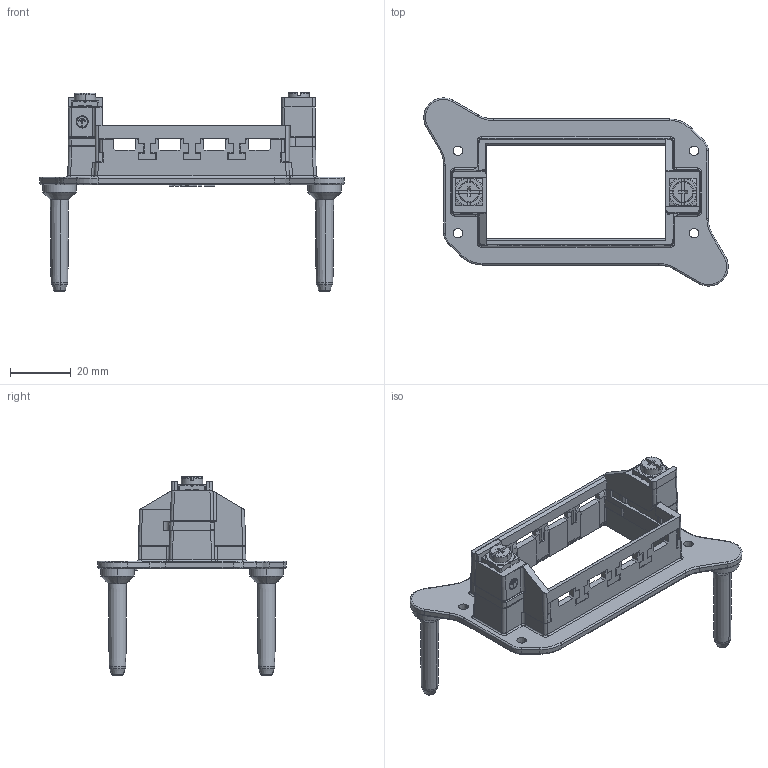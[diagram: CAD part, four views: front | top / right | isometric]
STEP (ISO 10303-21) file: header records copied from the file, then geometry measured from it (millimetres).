
FILE_DESCRIPTION((''),'2;1');
FILE_NAME('2','2020-08-17T',('sy.ji'),(''),'PRO/ENGINEER BY PARAMETRIC TECHNOLOGY CORPORATION, 2012480','PRO/ENGINEER BY PARAMETRIC TECHNOLOGY CORPORATION, 2012480','');
FILE_SCHEMA(('CONFIG_CONTROL_DESIGN'));
Length unit declared in the file: millimetre
Products named in the file (1): 2
Bounding box: 99.92 x 61.82 x 65.2 mm (x, y, z)
Volume: 19528.6 mm3; surface area: 19087.8 mm2
Topology: 2 solids, 5 shells, 1171 faces, 3187 edges, 2028 vertices
Faces by surface type: plane 648, cylinder 296, cone 89, bspline 82, torus 48, sphere 4, extrusion 4
Entity records: 65179 total; most frequent: CARTESIAN_POINT 30851, ORIENTED_EDGE 6366, DIRECTION 5195, EDGE_CURVE 3183, VERTEX_POINT 2028, VECTOR 1931, LINE 1927, AXIS2_PLACEMENT_3D 1632
